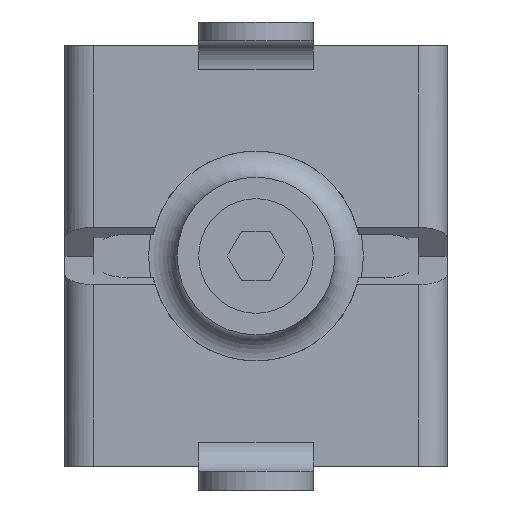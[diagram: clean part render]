
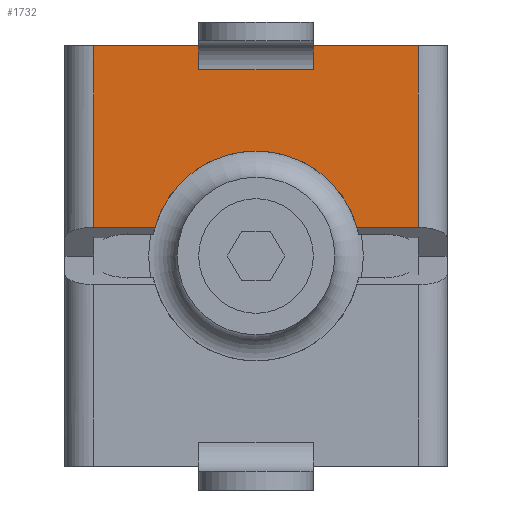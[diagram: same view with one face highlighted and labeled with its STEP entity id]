
A CAD part, front view. The second image highlights one B-rep face of the part: STEP entity #1732.
In plain terms, the highlighted face is planar.
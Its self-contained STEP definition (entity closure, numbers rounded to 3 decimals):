
#90=CIRCLE('',#1904,11.);
#110=LINE('',#2493,#311);
#111=LINE('',#2498,#312);
#118=LINE('',#2519,#319);
#126=LINE('',#2541,#327);
#131=LINE('',#2555,#332);
#203=LINE('',#2732,#404);
#204=LINE('',#2733,#405);
#205=LINE('',#2735,#406);
#206=LINE('',#2736,#407);
#311=VECTOR('',#1999,1000.);
#312=VECTOR('',#2004,1000.);
#319=VECTOR('',#2019,1000.);
#327=VECTOR('',#2039,1000.);
#332=VECTOR('',#2050,1000.);
#404=VECTOR('',#2212,1000.);
#405=VECTOR('',#2213,1000.);
#406=VECTOR('',#2214,1000.);
#407=VECTOR('',#2215,1000.);
#664=ORIENTED_EDGE('',*,*,#1123,.T.);
#665=ORIENTED_EDGE('',*,*,#1005,.T.);
#666=ORIENTED_EDGE('',*,*,#1124,.T.);
#667=ORIENTED_EDGE('',*,*,#1028,.F.);
#668=ORIENTED_EDGE('',*,*,#1017,.F.);
#669=ORIENTED_EDGE('',*,*,#1125,.F.);
#670=ORIENTED_EDGE('',*,*,#1126,.T.);
#671=ORIENTED_EDGE('',*,*,#1035,.F.);
#672=ORIENTED_EDGE('',*,*,#1127,.T.);
#673=ORIENTED_EDGE('',*,*,#1007,.T.);
#1005=EDGE_CURVE('',#1244,#1250,#110,.T.);
#1007=EDGE_CURVE('',#1253,#1251,#111,.T.);
#1017=EDGE_CURVE('',#1262,#1263,#118,.T.);
#1028=EDGE_CURVE('',#1263,#1271,#126,.T.);
#1035=EDGE_CURVE('',#1277,#1278,#131,.T.);
#1123=EDGE_CURVE('',#1251,#1244,#90,.T.);
#1124=EDGE_CURVE('',#1250,#1271,#203,.T.);
#1125=EDGE_CURVE('',#1337,#1262,#204,.T.);
#1126=EDGE_CURVE('',#1337,#1278,#205,.T.);
#1127=EDGE_CURVE('',#1277,#1253,#206,.F.);
#1244=VERTEX_POINT('',#2480);
#1250=VERTEX_POINT('',#2492);
#1251=VERTEX_POINT('',#2496);
#1253=VERTEX_POINT('',#2499);
#1262=VERTEX_POINT('',#2518);
#1263=VERTEX_POINT('',#2520);
#1271=VERTEX_POINT('',#2542);
#1277=VERTEX_POINT('',#2556);
#1278=VERTEX_POINT('',#2557);
#1337=VERTEX_POINT('',#2734);
#1449=EDGE_LOOP('',(#664,#665,#666,#667,#668,#669,#670,#671,#672,#673));
#1554=FACE_BOUND('',#1449,.T.);
#1652=PLANE('',#1903);
#1732=ADVANCED_FACE('',(#1554),#1652,.F.);
#1903=AXIS2_PLACEMENT_3D('',#2730,#2208,#2209);
#1904=AXIS2_PLACEMENT_3D('',#2731,#2210,#2211);
#1999=DIRECTION('',(0.,0.,-1.));
#2004=DIRECTION('',(0.,0.,-1.));
#2019=DIRECTION('',(-1.,0.,0.));
#2039=DIRECTION('',(0.,0.,-1.));
#2050=DIRECTION('',(0.,0.,-1.));
#2208=DIRECTION('',(0.,-1.,0.));
#2209=DIRECTION('',(0.,0.,-1.));
#2210=DIRECTION('',(0.,-1.,0.));
#2211=DIRECTION('',(0.,0.,-1.));
#2212=DIRECTION('',(-1.,0.,0.));
#2213=DIRECTION('',(0.,0.,-1.));
#2214=DIRECTION('',(-1.,0.,0.));
#2215=DIRECTION('',(-1.,0.,0.));
#2480=CARTESIAN_POINT('',(19.,0.,-10.583));
#2492=CARTESIAN_POINT('',(19.,0.,-17.));
#2493=CARTESIAN_POINT('',(19.,0.,20.));
#2496=CARTESIAN_POINT('',(19.,0.,10.583));
#2498=CARTESIAN_POINT('',(19.,0.,20.));
#2499=CARTESIAN_POINT('',(19.,0.,17.));
#2518=CARTESIAN_POINT('',(2.48,0.,-6.));
#2519=CARTESIAN_POINT('',(19.,0.,-6.));
#2520=CARTESIAN_POINT('',(0.,0.,-6.));
#2541=CARTESIAN_POINT('',(0.,0.,20.));
#2542=CARTESIAN_POINT('',(0.,0.,-17.));
#2555=CARTESIAN_POINT('',(0.,0.,20.));
#2556=CARTESIAN_POINT('',(0.,0.,17.));
#2557=CARTESIAN_POINT('',(0.,0.,6.));
#2730=CARTESIAN_POINT('',(19.,0.,20.));
#2731=CARTESIAN_POINT('',(22.,0.,0.));
#2732=CARTESIAN_POINT('',(19.,0.,-17.));
#2733=CARTESIAN_POINT('',(2.48,0.,6.));
#2734=CARTESIAN_POINT('',(2.48,0.,6.));
#2735=CARTESIAN_POINT('',(19.,0.,6.));
#2736=CARTESIAN_POINT('',(19.,0.,17.));
